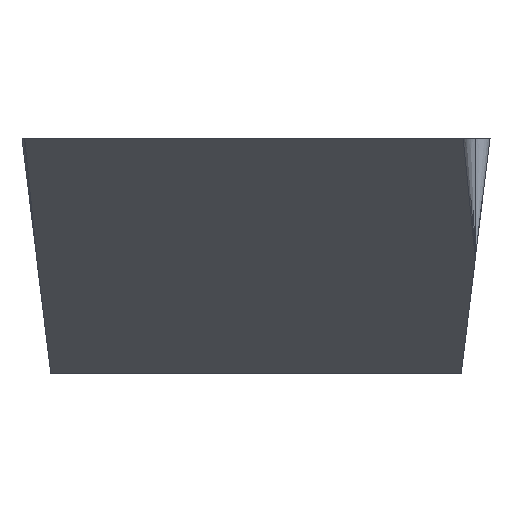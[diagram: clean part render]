
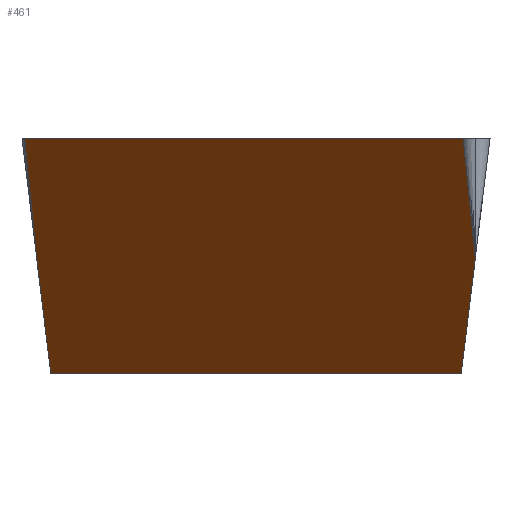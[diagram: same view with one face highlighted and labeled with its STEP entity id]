
A CAD part, left-side view. The second image highlights one B-rep face of the part: STEP entity #461.
In plain terms, the highlighted free-form (B-spline) face has degree [1, 3] with [2, 4] control points.
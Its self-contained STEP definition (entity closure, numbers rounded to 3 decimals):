
#25 = CARTESIAN_POINT ( 'NONE',  ( -9.281, -3.195, -3.816 ) ) ;
#30 = CARTESIAN_POINT ( 'NONE',  ( -6.449, -1.212, -3.816 ) ) ;
#31 = CARTESIAN_POINT ( 'NONE',  ( -3.616, 0.772, -3.816 ) ) ;
#33 = ORIENTED_EDGE ( 'NONE', *, *, #437, .F. ) ;
#36 = CARTESIAN_POINT ( 'NONE',  ( -0.784, 2.755, -3.816 ) ) ;
#38 = ORIENTED_EDGE ( 'NONE', *, *, #424, .T. ) ;
#40 = ORIENTED_EDGE ( 'NONE', *, *, #438, .F. ) ;
#41 = ORIENTED_EDGE ( 'NONE', *, *, #276, .T. ) ;
#42 = ORIENTED_EDGE ( 'NONE', *, *, #447, .T. ) ;
#43 = CARTESIAN_POINT ( 'NONE',  ( -0.938, 2.975, -1.629 ) ) ;
#44 = CARTESIAN_POINT ( 'NONE',  ( -0.918, 2.912, -2.146 ) ) ;
#46 = CARTESIAN_POINT ( 'NONE',  ( -1.053, 3.139, 0. ) ) ;
#47 = ORIENTED_EDGE ( 'NONE', *, *, #175, .T. ) ;
#53 = VERTEX_POINT ( 'NONE', #190 ) ;
#56 = CARTESIAN_POINT ( 'NONE',  ( -9.55, -2.811, 0. ) ) ;
#59 = DIRECTION ( 'NONE',  ( 0.07, -0.1, -0.993 ) ) ;
#61 = CARTESIAN_POINT ( 'NONE',  ( -0.898, 2.848, -2.663 ) ) ;
#65 = CARTESIAN_POINT ( 'NONE',  ( -3.885, 1.155, 0. ) ) ;
#68 = CARTESIAN_POINT ( 'NONE',  ( -0.878, 2.785, -3.18 ) ) ;
#90 = CARTESIAN_POINT ( 'NONE',  ( -0.878, 2.785, -3.18 ) ) ;
#99 = CARTESIAN_POINT ( 'NONE',  ( -1.053, 3.139, 0. ) ) ;
#106 = VERTEX_POINT ( 'NONE', #455 ) ;
#110 = B_SPLINE_CURVE_WITH_KNOTS ( 'NONE', 3,
 ( #90, #220, #233, #234 ),
 .UNSPECIFIED., .F., .F.,
 ( 4, 4 ),
 ( 0., 0.01 ),
 .UNSPECIFIED. ) ;
#112 = DIRECTION ( 'NONE',  ( -0.819, -0.574, 0. ) ) ;
#118 = VERTEX_POINT ( 'NONE', #381 ) ;
#120 = VERTEX_POINT ( 'NONE', #334 ) ;
#129 = CARTESIAN_POINT ( 'NONE',  ( -9.435, -2.975, -1.629 ) ) ;
#148 = CARTESIAN_POINT ( 'NONE',  ( -8.831, -2.785, -3.18 ) ) ;
#152 = CARTESIAN_POINT ( 'NONE',  ( -9.55, -2.811, 0. ) ) ;
#154 = CARTESIAN_POINT ( 'NONE',  ( -6.718, -0.828, 0. ) ) ;
#161 = CARTESIAN_POINT ( 'NONE',  ( -1.053, 3.139, 0. ) ) ;
#165 = CARTESIAN_POINT ( 'NONE',  ( -9.033, -2.848, -2.663 ) ) ;
#175 = EDGE_CURVE ( 'NONE', #118, #299, #385, .T. ) ;
#190 = CARTESIAN_POINT ( 'NONE',  ( -0.878, 2.785, -3.18 ) ) ;
#220 = CARTESIAN_POINT ( 'NONE',  ( -3.529, 0.928, -3.18 ) ) ;
#223 = CARTESIAN_POINT ( 'NONE',  ( -10.07, -3.175, 0. ) ) ;
#224 = CARTESIAN_POINT ( 'NONE',  ( -9.234, -2.912, -2.146 ) ) ;
#233 = CARTESIAN_POINT ( 'NONE',  ( -6.18, -0.928, -3.18 ) ) ;
#234 = CARTESIAN_POINT ( 'NONE',  ( -8.831, -2.785, -3.18 ) ) ;
#244 = LINE ( 'NONE', #223, #426 ) ;
#276 = EDGE_CURVE ( 'NONE', #53, #106, #110, .T. ) ;
#279 = VERTEX_POINT ( 'NONE', #161 ) ;
#284 = VECTOR ( 'NONE', #59, 1000. ) ;
#292 = CARTESIAN_POINT ( 'NONE',  ( -9.55, -2.811, 0. ) ) ;
#293 = DIRECTION ( 'NONE',  ( -0.07, 0.1, 0.993 ) ) ;
#299 = VERTEX_POINT ( 'NONE', #56 ) ;
#302 = LINE ( 'NONE', #99, #284 ) ;
#303 = EDGE_LOOP ( 'NONE', ( #33, #38, #40, #41, #42, #47 ) ) ;
#334 = CARTESIAN_POINT ( 'NONE',  ( -0.938, 2.975, -1.629 ) ) ;
#380 = VECTOR ( 'NONE', #293, 1000. ) ;
#381 = CARTESIAN_POINT ( 'NONE',  ( -9.435, -2.975, -1.629 ) ) ;
#385 = LINE ( 'NONE', #292, #380 ) ;
#409 = B_SPLINE_CURVE_WITH_KNOTS ( 'NONE', 3,
 ( #148, #165, #224, #129 ),
 .UNSPECIFIED., .F., .F.,
 ( 4, 4 ),
 ( 0., 0.002 ),
 .UNSPECIFIED. ) ;
#411 = B_SPLINE_SURFACE_WITH_KNOTS ( 'NONE', 1, 3, ( 
 ( #46, #65, #154, #152 ),
 ( #36, #31, #30, #25 ) ),
 .UNSPECIFIED., .F., .F., .F.,
 ( 2, 2 ),
 ( 4, 4 ),
 ( 0., 1. ),
 ( -0.011, -0.001 ),
 .UNSPECIFIED. ) ;
#424 = EDGE_CURVE ( 'NONE', #279, #120, #302, .T. ) ;
#426 = VECTOR ( 'NONE', #112, 1000. ) ;
#427 = B_SPLINE_CURVE_WITH_KNOTS ( 'NONE', 3,
 ( #68, #61, #44, #43 ),
 .UNSPECIFIED., .F., .F.,
 ( 4, 4 ),
 ( 0., 0.002 ),
 .UNSPECIFIED. ) ;
#433 = FACE_OUTER_BOUND ( 'NONE', #303, .T. ) ;
#437 = EDGE_CURVE ( 'NONE', #279, #299, #244, .T. ) ;
#438 = EDGE_CURVE ( 'NONE', #53, #120, #427, .T. ) ;
#447 = EDGE_CURVE ( 'NONE', #106, #118, #409, .T. ) ;
#455 = CARTESIAN_POINT ( 'NONE',  ( -8.831, -2.785, -3.18 ) ) ;
#461 = ADVANCED_FACE ( 'NONE', ( #433 ), #411, .T. ) ;
